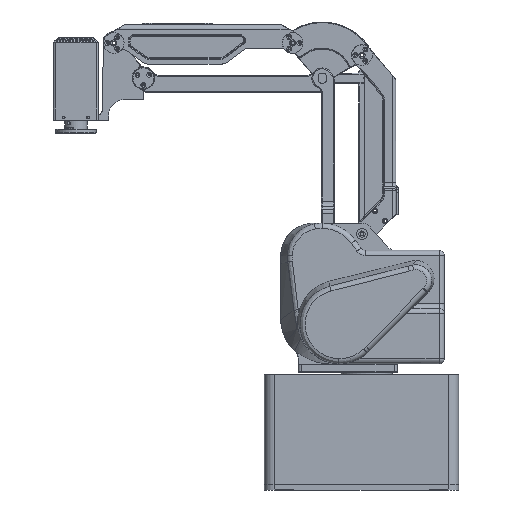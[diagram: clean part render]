
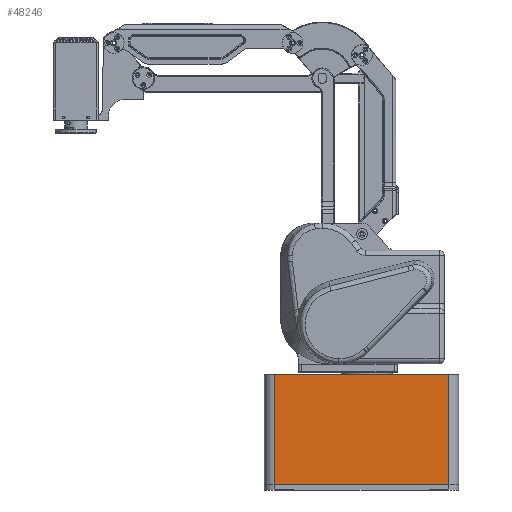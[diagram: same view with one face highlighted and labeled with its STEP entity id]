
A CAD part, front view. The second image highlights one B-rep face of the part: STEP entity #48246.
In plain terms, the highlighted planar face has unit normal (0, -1, 0).
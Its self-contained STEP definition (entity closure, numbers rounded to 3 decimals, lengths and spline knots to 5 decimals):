
#6535=LINE('',#103417,#9627);
#6543=LINE('',#103468,#9635);
#6548=LINE('',#103488,#9640);
#6561=LINE('',#103522,#9653);
#9627=VECTOR('',#65657,1.);
#9635=VECTOR('',#65707,1.);
#9640=VECTOR('',#65724,1.);
#9653=VECTOR('',#65763,1.);
#22670=ORIENTED_EDGE('',*,*,#29703,.T.);
#22671=ORIENTED_EDGE('',*,*,#29667,.F.);
#22672=ORIENTED_EDGE('',*,*,#29720,.F.);
#22673=ORIENTED_EDGE('',*,*,#29693,.F.);
#29667=EDGE_CURVE('',#34152,#34153,#6535,.T.);
#29693=EDGE_CURVE('',#34174,#34175,#6543,.T.);
#29703=EDGE_CURVE('',#34174,#34153,#6548,.T.);
#29720=EDGE_CURVE('',#34175,#34152,#6561,.T.);
#34152=VERTEX_POINT('',#103416);
#34153=VERTEX_POINT('',#103418);
#34174=VERTEX_POINT('',#103467);
#34175=VERTEX_POINT('',#103469);
#40253=EDGE_LOOP('',(#22670,#22671,#22672,#22673));
#44172=FACE_BOUND('',#40253,.T.);
#45365=PLANE('',#53233);
#48246=ADVANCED_FACE('',(#44172),#45365,.T.);
#53233=AXIS2_PLACEMENT_3D('',#103549,#65807,#65808);
#65657=DIRECTION('',(-1.,0.,0.));
#65707=DIRECTION('',(1.,0.,0.));
#65724=DIRECTION('',(0.,0.,-1.));
#65763=DIRECTION('',(0.,0.,-1.));
#65807=DIRECTION('',(0.,-1.,0.));
#65808=DIRECTION('',(0.,0.,-1.));
#103416=CARTESIAN_POINT('',(0.085,-0.085,0.005));
#103417=CARTESIAN_POINT('',(0.,-0.085,0.005));
#103418=CARTESIAN_POINT('',(-0.085,-0.085,0.005));
#103467=CARTESIAN_POINT('',(-0.085,-0.085,0.113));
#103468=CARTESIAN_POINT('',(0.,-0.085,0.113));
#103469=CARTESIAN_POINT('',(0.085,-0.085,0.113));
#103488=CARTESIAN_POINT('',(-0.085,-0.085,0.26491));
#103522=CARTESIAN_POINT('',(0.085,-0.085,0.26491));
#103549=CARTESIAN_POINT('',(-0.095,-0.085,0.));
